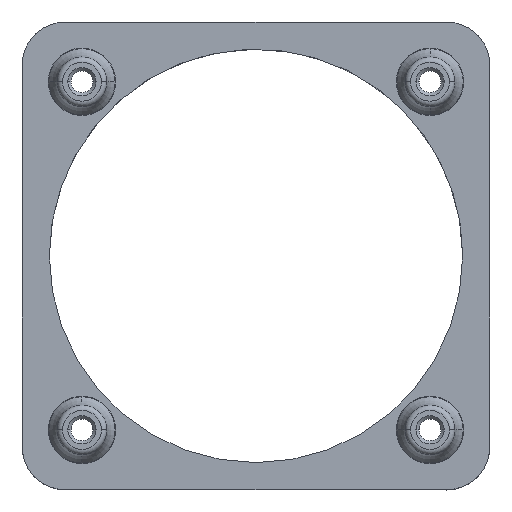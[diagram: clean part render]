
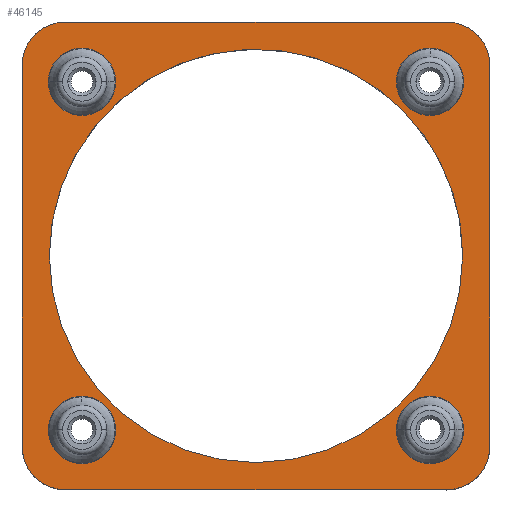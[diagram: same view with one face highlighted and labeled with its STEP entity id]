
A CAD part, top view. The second image highlights one B-rep face of the part: STEP entity #46145.
In plain terms, the highlighted planar face has unit normal (0, 0, 1).
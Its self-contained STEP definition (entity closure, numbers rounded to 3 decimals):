
#415=CARTESIAN_POINT('',(19.,0.,5.25));
#416=VERTEX_POINT('',#415);
#432=CARTESIAN_POINT('',(-19.,0.,5.25));
#433=VERTEX_POINT('',#432);
#440=CARTESIAN_POINT('',(0.,0.,5.25));
#441=DIRECTION('',(0.0,0.0,-1.0));
#442=DIRECTION('',(1.0,0.0,0.0));
#443=AXIS2_PLACEMENT_3D('',#440,#441,#442);
#444=CIRCLE('',#443,19.0);
#445=EDGE_CURVE('',#416,#433,#444,.T.);
#455=CARTESIAN_POINT('',(-13.75,-16.,5.25));
#456=VERTEX_POINT('',#455);
#465=CARTESIAN_POINT('',(-18.25,-16.,5.25));
#466=VERTEX_POINT('',#465);
#467=CARTESIAN_POINT('',(-16.,-16.,5.25));
#468=DIRECTION('',(0.0,0.0,-1.0));
#469=DIRECTION('',(1.0,0.0,0.0));
#470=AXIS2_PLACEMENT_3D('',#467,#468,#469);
#471=CIRCLE('',#470,2.25);
#472=EDGE_CURVE('',#466,#456,#471,.T.);
#497=CARTESIAN_POINT('',(18.25,16.,5.25));
#498=VERTEX_POINT('',#497);
#507=CARTESIAN_POINT('',(13.75,16.,5.25));
#508=VERTEX_POINT('',#507);
#509=CARTESIAN_POINT('',(16.0,16.,5.25));
#510=DIRECTION('',(0.0,0.0,-1.0));
#511=DIRECTION('',(1.0,0.0,0.0));
#512=AXIS2_PLACEMENT_3D('',#509,#510,#511);
#513=CIRCLE('',#512,2.25);
#514=EDGE_CURVE('',#508,#498,#513,.T.);
#539=CARTESIAN_POINT('',(-13.75,16.,5.25));
#540=VERTEX_POINT('',#539);
#549=CARTESIAN_POINT('',(-18.25,16.,5.25));
#550=VERTEX_POINT('',#549);
#551=CARTESIAN_POINT('',(-16.0,16.,5.25));
#552=DIRECTION('',(0.0,0.0,-1.0));
#553=DIRECTION('',(1.0,0.0,0.0));
#554=AXIS2_PLACEMENT_3D('',#551,#552,#553);
#555=CIRCLE('',#554,2.25);
#556=EDGE_CURVE('',#550,#540,#555,.T.);
#581=CARTESIAN_POINT('',(18.25,-16.,5.25));
#582=VERTEX_POINT('',#581);
#591=CARTESIAN_POINT('',(13.75,-16.,5.25));
#592=VERTEX_POINT('',#591);
#593=CARTESIAN_POINT('',(16.,-16.,5.25));
#594=DIRECTION('',(0.0,0.0,-1.0));
#595=DIRECTION('',(1.0,0.0,0.0));
#596=AXIS2_PLACEMENT_3D('',#593,#594,#595);
#597=CIRCLE('',#596,2.25);
#598=EDGE_CURVE('',#592,#582,#597,.T.);
#45367=CARTESIAN_POINT('',(16.,-16.,5.25));
#45368=DIRECTION('',(0.0,0.0,-1.0));
#45369=DIRECTION('',(1.0,0.0,0.0));
#45370=AXIS2_PLACEMENT_3D('',#45367,#45368,#45369);
#45371=CIRCLE('',#45370,2.25);
#45372=EDGE_CURVE('',#582,#592,#45371,.T.);
#45385=CARTESIAN_POINT('',(-16.0,16.,5.25));
#45386=DIRECTION('',(0.0,0.0,-1.0));
#45387=DIRECTION('',(1.0,0.0,0.0));
#45388=AXIS2_PLACEMENT_3D('',#45385,#45386,#45387);
#45389=CIRCLE('',#45388,2.25);
#45390=EDGE_CURVE('',#540,#550,#45389,.T.);
#45403=CARTESIAN_POINT('',(16.0,16.,5.25));
#45404=DIRECTION('',(0.0,0.0,-1.0));
#45405=DIRECTION('',(1.0,0.0,0.0));
#45406=AXIS2_PLACEMENT_3D('',#45403,#45404,#45405);
#45407=CIRCLE('',#45406,2.25);
#45408=EDGE_CURVE('',#498,#508,#45407,.T.);
#45421=CARTESIAN_POINT('',(-16.,-16.,5.25));
#45422=DIRECTION('',(0.0,0.0,-1.0));
#45423=DIRECTION('',(1.0,0.0,0.0));
#45424=AXIS2_PLACEMENT_3D('',#45421,#45422,#45423);
#45425=CIRCLE('',#45424,2.25);
#45426=EDGE_CURVE('',#456,#466,#45425,.T.);
#45641=CARTESIAN_POINT('',(21.5,17.5,5.25));
#45642=VERTEX_POINT('',#45641);
#45649=CARTESIAN_POINT('',(21.5,-17.5,5.25));
#45650=VERTEX_POINT('',#45649);
#45651=CARTESIAN_POINT('',(21.5,17.5,5.25));
#45652=DIRECTION('',(0.0,-1.0,0.0));
#45653=VECTOR('',#45652,35.0);
#45654=LINE('',#45651,#45653);
#45655=EDGE_CURVE('',#45642,#45650,#45654,.T.);
#45767=CARTESIAN_POINT('',(17.5,-21.5,5.25));
#45768=VERTEX_POINT('',#45767);
#45775=CARTESIAN_POINT('',(-17.5,-21.5,5.25));
#45776=VERTEX_POINT('',#45775);
#45777=CARTESIAN_POINT('',(17.5,-21.5,5.25));
#45778=DIRECTION('',(-1.0,0.0,0.0));
#45779=VECTOR('',#45778,35.0);
#45780=LINE('',#45777,#45779);
#45781=EDGE_CURVE('',#45768,#45776,#45780,.T.);
#45800=CARTESIAN_POINT('',(-21.5,-17.5,5.25));
#45801=VERTEX_POINT('',#45800);
#45808=CARTESIAN_POINT('',(-21.5,17.5,5.25));
#45809=VERTEX_POINT('',#45808);
#45810=CARTESIAN_POINT('',(-21.5,-17.5,5.25));
#45811=DIRECTION('',(0.0,1.0,0.0));
#45812=VECTOR('',#45811,35.0);
#45813=LINE('',#45810,#45812);
#45814=EDGE_CURVE('',#45801,#45809,#45813,.T.);
#45911=CARTESIAN_POINT('',(-17.5,21.5,5.25));
#45912=VERTEX_POINT('',#45911);
#45919=CARTESIAN_POINT('',(17.5,21.5,5.25));
#45920=VERTEX_POINT('',#45919);
#45921=CARTESIAN_POINT('',(-17.5,21.5,5.25));
#45922=DIRECTION('',(1.0,0.0,0.0));
#45923=VECTOR('',#45922,35.0);
#45924=LINE('',#45921,#45923);
#45925=EDGE_CURVE('',#45912,#45920,#45924,.T.);
#45942=CARTESIAN_POINT('',(13.556,13.313,5.25));
#45943=VERTEX_POINT('',#45942);
#45944=CARTESIAN_POINT('',(0.,0.,5.25));
#45945=DIRECTION('',(0.0,0.0,-1.0));
#45946=DIRECTION('',(1.0,0.0,0.0));
#45947=AXIS2_PLACEMENT_3D('',#45944,#45945,#45946);
#45948=CIRCLE('',#45947,19.0);
#45949=EDGE_CURVE('',#45943,#416,#45948,.T.);
#45951=CARTESIAN_POINT('',(0.,0.,5.25));
#45952=DIRECTION('',(0.0,0.0,-1.0));
#45953=DIRECTION('',(1.0,0.0,0.0));
#45954=AXIS2_PLACEMENT_3D('',#45951,#45952,#45953);
#45955=CIRCLE('',#45954,19.0);
#45956=EDGE_CURVE('',#433,#45943,#45955,.T.);
#46043=CARTESIAN_POINT('',(-17.5,-17.5,5.25));
#46044=DIRECTION('',(0.0,0.0,-1.0));
#46045=DIRECTION('',(1.0,0.0,0.0));
#46046=AXIS2_PLACEMENT_3D('',#46043,#46044,#46045);
#46047=CIRCLE('',#46046,4.0);
#46048=EDGE_CURVE('',#45776,#45801,#46047,.T.);
#46061=CARTESIAN_POINT('',(-17.5,17.5,5.25));
#46062=DIRECTION('',(0.0,0.0,-1.0));
#46063=DIRECTION('',(1.0,0.0,0.0));
#46064=AXIS2_PLACEMENT_3D('',#46061,#46062,#46063);
#46065=CIRCLE('',#46064,4.0);
#46066=EDGE_CURVE('',#45809,#45912,#46065,.T.);
#46079=CARTESIAN_POINT('',(17.5,17.5,5.25));
#46080=DIRECTION('',(0.0,0.0,-1.0));
#46081=DIRECTION('',(1.0,0.0,0.0));
#46082=AXIS2_PLACEMENT_3D('',#46079,#46080,#46081);
#46083=CIRCLE('',#46082,4.0);
#46084=EDGE_CURVE('',#45920,#45642,#46083,.T.);
#46097=CARTESIAN_POINT('',(17.5,-17.5,5.25));
#46098=DIRECTION('',(0.0,0.0,-1.0));
#46099=DIRECTION('',(1.0,0.0,0.0));
#46100=AXIS2_PLACEMENT_3D('',#46097,#46098,#46099);
#46101=CIRCLE('',#46100,4.0);
#46102=EDGE_CURVE('',#45650,#45768,#46101,.T.);
#46109=CARTESIAN_POINT('',(0.,0.,5.25));
#46110=DIRECTION('',(0.0,0.0,1.0));
#46111=DIRECTION('',(1.0,0.0,0.0));
#46112=AXIS2_PLACEMENT_3D('',#46109,#46110,#46111);
#46113=PLANE('',#46112);
#46114=ORIENTED_EDGE('',*,*,#46048,.F.);
#46115=ORIENTED_EDGE('',*,*,#45781,.F.);
#46116=ORIENTED_EDGE('',*,*,#46102,.F.);
#46117=ORIENTED_EDGE('',*,*,#45655,.F.);
#46118=ORIENTED_EDGE('',*,*,#46084,.F.);
#46119=ORIENTED_EDGE('',*,*,#45925,.F.);
#46120=ORIENTED_EDGE('',*,*,#46066,.F.);
#46121=ORIENTED_EDGE('',*,*,#45814,.F.);
#46122=EDGE_LOOP('',(#46114,#46115,#46116,#46117,#46118,#46119,#46120,#46121));
#46123=FACE_OUTER_BOUND('',#46122,.T.);
#46124=ORIENTED_EDGE('',*,*,#45372,.T.);
#46125=ORIENTED_EDGE('',*,*,#598,.T.);
#46126=EDGE_LOOP('',(#46124,#46125));
#46127=FACE_BOUND('',#46126,.T.);
#46128=ORIENTED_EDGE('',*,*,#45390,.T.);
#46129=ORIENTED_EDGE('',*,*,#556,.T.);
#46130=EDGE_LOOP('',(#46128,#46129));
#46131=FACE_BOUND('',#46130,.T.);
#46132=ORIENTED_EDGE('',*,*,#45408,.T.);
#46133=ORIENTED_EDGE('',*,*,#514,.T.);
#46134=EDGE_LOOP('',(#46132,#46133));
#46135=FACE_BOUND('',#46134,.T.);
#46136=ORIENTED_EDGE('',*,*,#45426,.T.);
#46137=ORIENTED_EDGE('',*,*,#472,.T.);
#46138=EDGE_LOOP('',(#46136,#46137));
#46139=FACE_BOUND('',#46138,.T.);
#46140=ORIENTED_EDGE('',*,*,#45949,.T.);
#46141=ORIENTED_EDGE('',*,*,#445,.T.);
#46142=ORIENTED_EDGE('',*,*,#45956,.T.);
#46143=EDGE_LOOP('',(#46140,#46141,#46142));
#46144=FACE_BOUND('',#46143,.T.);
#46145=ADVANCED_FACE('',(#46123,#46127,#46131,#46135,#46139,#46144),#46113,.T.);
